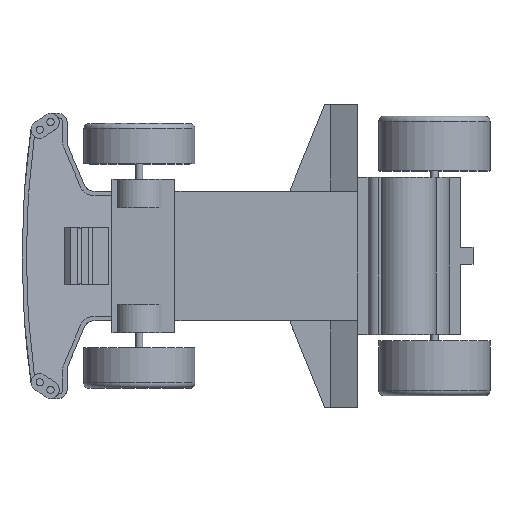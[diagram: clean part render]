
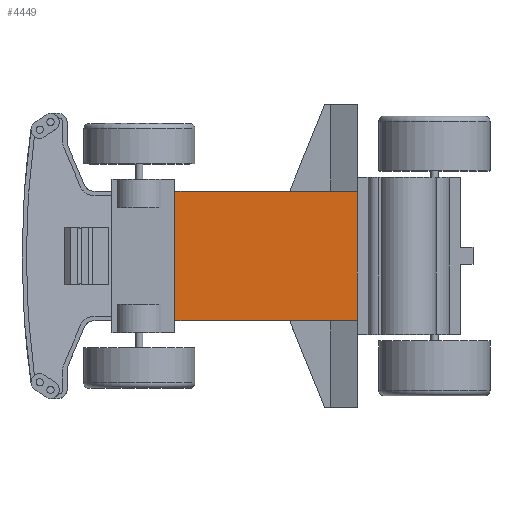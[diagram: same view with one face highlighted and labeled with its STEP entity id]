
A CAD part, top view. The second image highlights one B-rep face of the part: STEP entity #4449.
In plain terms, the highlighted planar face has unit normal (0, 0, 1).
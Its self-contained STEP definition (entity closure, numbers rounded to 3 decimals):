
#4441=AXIS2_PLACEMENT_3D('Plane Axis2P3D',#4438,#4439,#4440) ;
#3587=CARTESIAN_POINT('Vertex',(9.9,-18.,0.)) ;
#3629=CARTESIAN_POINT('Vertex',(60.4,-18.,0.)) ;
#3632=CARTESIAN_POINT('Line Origine',(35.15,-18.,0.)) ;
#3662=CARTESIAN_POINT('Line Origine',(9.9,0.,0.)) ;
#3666=CARTESIAN_POINT('Vertex',(9.9,18.,0.)) ;
#3697=CARTESIAN_POINT('Line Origine',(35.15,18.,0.)) ;
#3701=CARTESIAN_POINT('Vertex',(60.4,18.,0.)) ;
#4312=CARTESIAN_POINT('Line Origine',(60.4,0.,0.)) ;
#4438=CARTESIAN_POINT('Axis2P3D Location',(60.4,0.,0.)) ;
#3633=DIRECTION('Vector Direction',(-1.,0.,0.)) ;
#3663=DIRECTION('Vector Direction',(0.,-1.,0.)) ;
#3698=DIRECTION('Vector Direction',(-1.,0.,0.)) ;
#4313=DIRECTION('Vector Direction',(0.,-1.,0.)) ;
#4439=DIRECTION('Axis2P3D Direction',(0.,0.,1.)) ;
#4440=DIRECTION('Axis2P3D XDirection',(-1.,0.,0.)) ;
#3634=VECTOR('Line Direction',#3633,1.) ;
#3664=VECTOR('Line Direction',#3663,1.) ;
#3699=VECTOR('Line Direction',#3698,1.) ;
#4314=VECTOR('Line Direction',#4313,1.) ;
#4444=ORIENTED_EDGE('',*,*,#3668,.T.) ;
#4445=ORIENTED_EDGE('',*,*,#3636,.F.) ;
#4446=ORIENTED_EDGE('',*,*,#4316,.F.) ;
#4447=ORIENTED_EDGE('',*,*,#3703,.T.) ;
#4449=ADVANCED_FACE('CHASSIS_01',(#4448),#4442,.T.) ;
#3636=EDGE_CURVE('',#3630,#3588,#3635,.T.) ;
#3668=EDGE_CURVE('',#3667,#3588,#3665,.T.) ;
#3703=EDGE_CURVE('',#3702,#3667,#3700,.T.) ;
#4316=EDGE_CURVE('',#3702,#3630,#4315,.T.) ;
#4443=EDGE_LOOP('',(#4444,#4445,#4446,#4447)) ;
#4448=FACE_OUTER_BOUND('',#4443,.T.) ;
#3635=LINE('Line',#3632,#3634) ;
#3665=LINE('Line',#3662,#3664) ;
#3700=LINE('Line',#3697,#3699) ;
#4315=LINE('Line',#4312,#4314) ;
#4442=PLANE('Plane',#4441) ;
#3588=VERTEX_POINT('',#3587) ;
#3630=VERTEX_POINT('',#3629) ;
#3667=VERTEX_POINT('',#3666) ;
#3702=VERTEX_POINT('',#3701) ;
